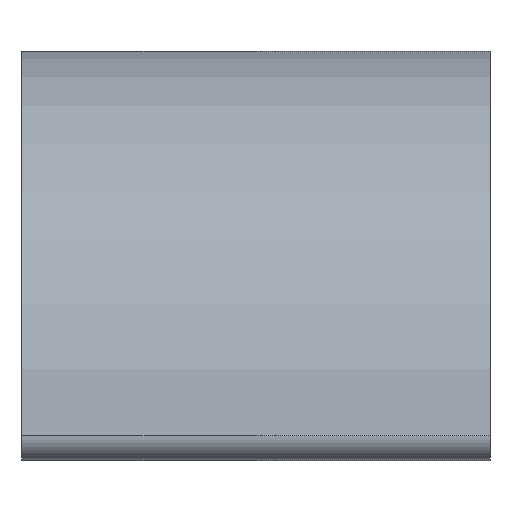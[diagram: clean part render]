
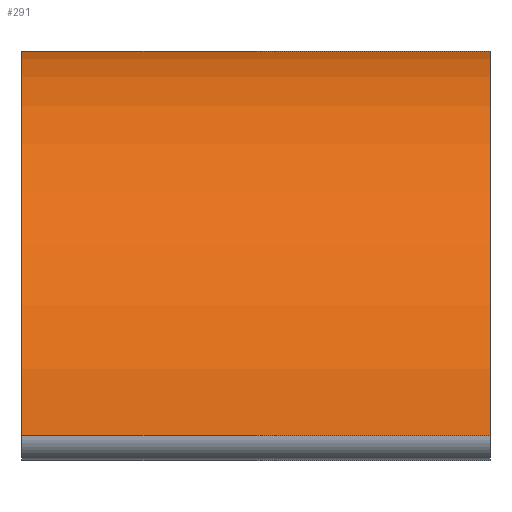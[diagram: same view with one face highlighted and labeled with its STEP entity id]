
A CAD part, front view. The second image highlights one B-rep face of the part: STEP entity #291.
In plain terms, the highlighted cylindrical face has radius 35 mm (diameter 70 mm), a partial arc.
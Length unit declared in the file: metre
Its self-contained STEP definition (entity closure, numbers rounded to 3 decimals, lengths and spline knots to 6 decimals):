
#12=CIRCLE('',#321,0.035);
#13=CIRCLE('',#322,0.035);
#24=CYLINDRICAL_SURFACE('',#320,0.035);
#50=ORIENTED_EDGE('',*,*,#130,.T.);
#51=ORIENTED_EDGE('',*,*,#131,.T.);
#52=ORIENTED_EDGE('',*,*,#132,.F.);
#53=ORIENTED_EDGE('',*,*,#128,.T.);
#128=EDGE_CURVE('',#167,#166,#198,.T.);
#130=EDGE_CURVE('',#166,#168,#12,.T.);
#131=EDGE_CURVE('',#168,#169,#200,.F.);
#132=EDGE_CURVE('',#167,#169,#13,.T.);
#166=VERTEX_POINT('',#461);
#167=VERTEX_POINT('',#463);
#168=VERTEX_POINT('',#467);
#169=VERTEX_POINT('',#469);
#198=LINE('',#462,#228);
#200=LINE('',#468,#230);
#228=VECTOR('',#369,1.);
#230=VECTOR('',#375,1.);
#249=EDGE_LOOP('',(#50,#51,#52,#53));
#265=FACE_BOUND('',#249,.T.);
#291=ADVANCED_FACE('',(#265),#24,.T.);
#320=AXIS2_PLACEMENT_3D('',#465,#371,#372);
#321=AXIS2_PLACEMENT_3D('',#466,#373,#374);
#322=AXIS2_PLACEMENT_3D('',#470,#376,#377);
#369=DIRECTION('',(-1.,0.,0.));
#371=DIRECTION('',(-1.,0.,0.));
#372=DIRECTION('',(0.,0.,1.));
#373=DIRECTION('',(1.,0.,0.));
#374=DIRECTION('',(0.,0.,-1.));
#375=DIRECTION('',(-1.,0.,0.));
#376=DIRECTION('',(1.,0.,0.));
#377=DIRECTION('',(0.,0.,-1.));
#461=CARTESIAN_POINT('',(0.,-0.001,0.034986));
#462=CARTESIAN_POINT('',(0.04,-0.001,0.034986));
#463=CARTESIAN_POINT('',(0.04,-0.001,0.034986));
#465=CARTESIAN_POINT('',(0.04,0.,0.));
#466=CARTESIAN_POINT('',(0.,0.,0.));
#467=CARTESIAN_POINT('',(0.,-0.034936,0.002121));
#468=CARTESIAN_POINT('',(0.04,-0.034936,0.002121));
#469=CARTESIAN_POINT('',(0.04,-0.034936,0.002121));
#470=CARTESIAN_POINT('',(0.04,0.,0.));
